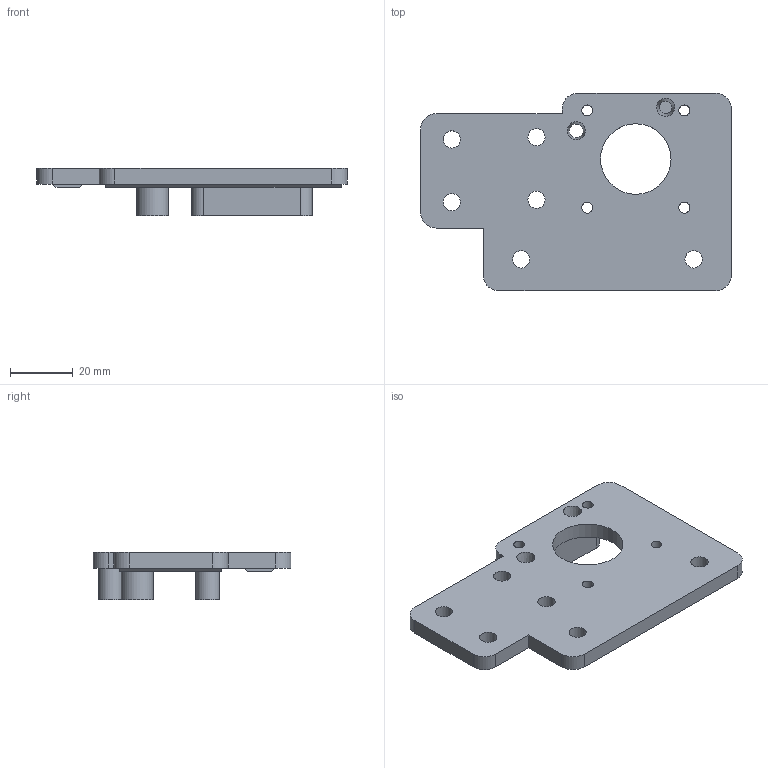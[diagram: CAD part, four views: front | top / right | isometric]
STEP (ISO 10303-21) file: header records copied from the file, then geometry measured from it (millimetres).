
FILE_DESCRIPTION(('FreeCAD Model'),'2;1');
FILE_NAME('Open CASCADE Shape Model','2023-02-10T14:37:21',(''),(''), 'Open CASCADE STEP processor 7.6','FreeCAD','Unknown');
FILE_SCHEMA(('AUTOMOTIVE_DESIGN { 1 0 10303 214 1 1 1 1 }'));
Length unit declared in the file: millimetre
Products named in the file (3): A_Top; LCS_0001; Body001
Assembly tree (4 placements, depth 2):
  A_Top
    LCS_0001  x3
    Body001
Bounding box: 99.2 x 63 x 15 mm (x, y, z)
Volume: 31063.3 mm3; surface area: 15496.3 mm2
Topology: 1 solids, 1 shells, 56 faces, 148 edges, 100 vertices
Faces by surface type: plane 28, cylinder 26, cone 2
Full cylindrical faces by diameter (mm): 3.5 x8, 5.5 x6, 10.2 x1, 22.5 x1
Entity records: 3971 total; most frequent: CARTESIAN_POINT 647, DIRECTION 611, LINE 344, VECTOR 344, ORIENTED_EDGE 296, PCURVE 296, DEFINITIONAL_REPRESENTATION 296, EDGE_CURVE 148
